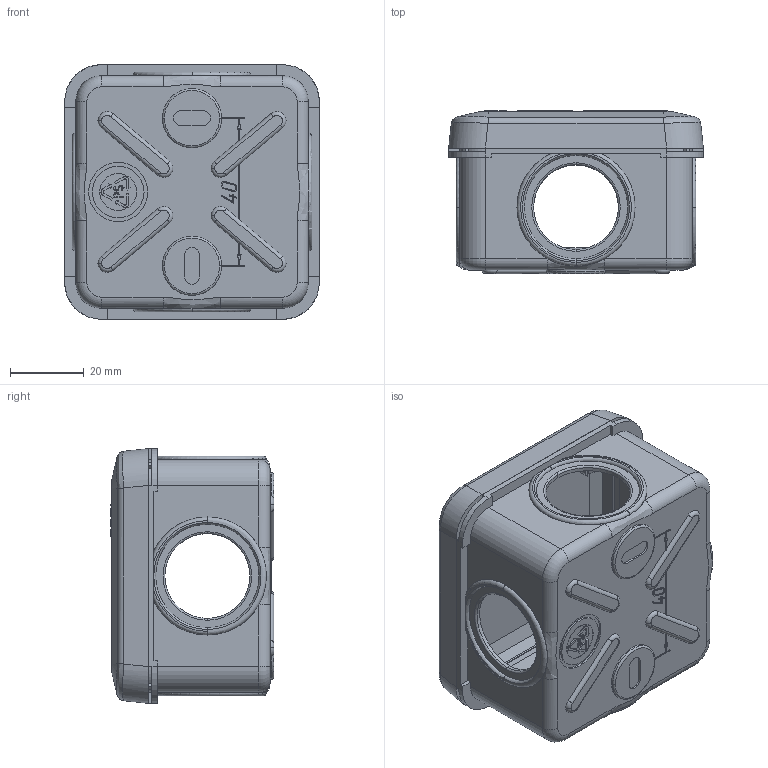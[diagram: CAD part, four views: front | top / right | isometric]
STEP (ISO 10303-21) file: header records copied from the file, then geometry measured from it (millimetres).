
FILE_DESCRIPTION (( 'STEP AP214' ), '1' );
FILE_NAME ('GE41236.STEP', '2021-11-09T09:09:59', ( '' ), ( '' ), 'SwSTEP 2.0', 'SolidWorks 2017', '' );
FILE_SCHEMA (( 'AUTOMOTIVE_DESIGN' ));
Length unit declared in the file: millimetre
Products named in the file (1): GE41236
Bounding box: 69 x 44.3 x 69 mm (x, y, z)
Volume: 32335.6 mm3; surface area: 48510.4 mm2
Topology: 23 solids, 23 shells, 1763 faces, 4414 edges, 2768 vertices
Faces by surface type: plane 886, cylinder 592, torus 162, cone 75, bspline 48
Entity records: 90421 total; most frequent: CARTESIAN_POINT 29905, ORIENTED_EDGE 8816, DIRECTION 7999, EDGE_CURVE 4408, VERTEX_POINT 2766, VECTOR 2759, LINE 2759, AXIS2_PLACEMENT_3D 2620
